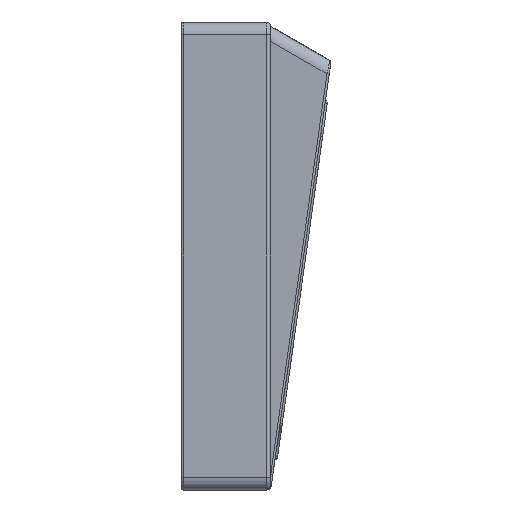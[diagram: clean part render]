
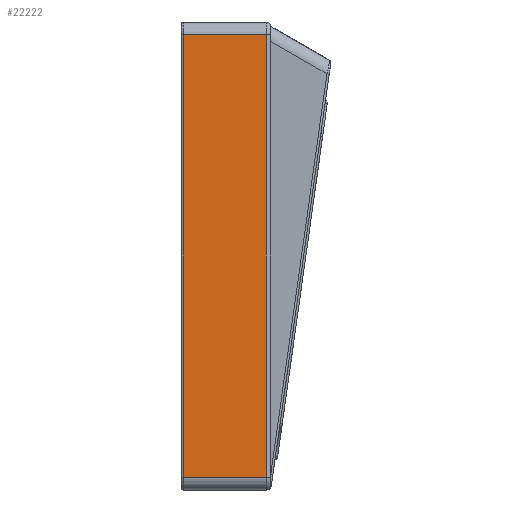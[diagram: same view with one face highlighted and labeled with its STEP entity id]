
A CAD part, left-side view. The second image highlights one B-rep face of the part: STEP entity #22222.
In plain terms, the highlighted planar face has unit normal (-1, 0, 0).
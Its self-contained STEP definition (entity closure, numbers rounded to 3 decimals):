
#822=PLANE('',#23709);
#1881=FACE_OUTER_BOUND('',#3166,.T.);
#3166=EDGE_LOOP('',(#15658,#15659,#15660,#15661));
#4422=LINE('',#30716,#6532);
#4512=LINE('',#31037,#6622);
#4563=LINE('',#31272,#6673);
#4564=LINE('',#31274,#6674);
#6532=VECTOR('',#25257,10.);
#6622=VECTOR('',#25589,10.);
#6673=VECTOR('',#25876,10.);
#6674=VECTOR('',#25879,10.);
#9333=VERTEX_POINT('',#30710);
#9334=VERTEX_POINT('',#30714);
#9443=VERTEX_POINT('',#31034);
#9444=VERTEX_POINT('',#31036);
#11608=EDGE_CURVE('',#9334,#9333,#4422,.T.);
#11766=EDGE_CURVE('',#9443,#9444,#4512,.T.);
#11885=EDGE_CURVE('',#9444,#9334,#4563,.T.);
#11886=EDGE_CURVE('',#9333,#9443,#4564,.T.);
#15658=ORIENTED_EDGE('',*,*,#11608,.F.);
#15659=ORIENTED_EDGE('',*,*,#11885,.F.);
#15660=ORIENTED_EDGE('',*,*,#11766,.F.);
#15661=ORIENTED_EDGE('',*,*,#11886,.F.);
#22222=ADVANCED_FACE('',(#1881),#822,.T.);
#23709=AXIS2_PLACEMENT_3D('',#31273,#25877,#25878);
#25257=DIRECTION('',(0.,0.,1.));
#25589=DIRECTION('',(0.,0.,-1.));
#25876=DIRECTION('',(0.,1.,0.));
#25877=DIRECTION('center_axis',(-1.,0.,0.));
#25878=DIRECTION('ref_axis',(0.,0.,1.));
#25879=DIRECTION('',(0.,-1.,0.));
#30710=CARTESIAN_POINT('',(-147.35,17.2,51.1));
#30714=CARTESIAN_POINT('',(-147.35,17.2,-51.1));
#30716=CARTESIAN_POINT('',(-147.35,17.2,-27.05));
#31034=CARTESIAN_POINT('',(-147.35,-2.,51.1));
#31036=CARTESIAN_POINT('',(-147.35,-2.,-51.1));
#31037=CARTESIAN_POINT('',(-147.35,-2.,-27.05));
#31272=CARTESIAN_POINT('',(-147.35,0.,-51.1));
#31273=CARTESIAN_POINT('Origin',(-147.35,0.,-54.1));
#31274=CARTESIAN_POINT('',(-147.35,0.,51.1));
